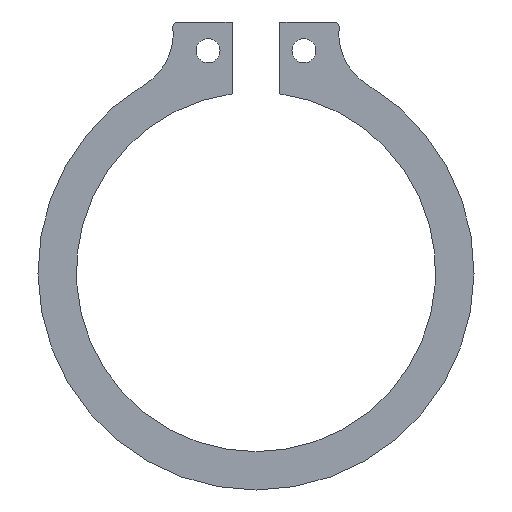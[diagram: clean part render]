
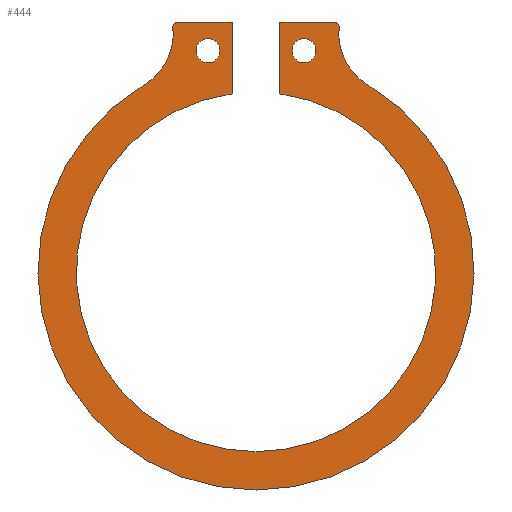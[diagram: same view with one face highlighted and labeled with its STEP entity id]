
A CAD part, front view. The second image highlights one B-rep face of the part: STEP entity #444.
In plain terms, the highlighted planar face has unit normal (0, -1, 0).
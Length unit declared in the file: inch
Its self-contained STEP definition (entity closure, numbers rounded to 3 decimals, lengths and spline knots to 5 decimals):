
#1 = CIRCLE ( 'NONE', #567, 0.01 ) ;
#7 = DIRECTION ( 'NONE',  ( 0., 1., 0. ) ) ;
#9 = CIRCLE ( 'NONE', #302, 0.375 ) ;
#10 = VERTEX_POINT ( 'NONE', #298 ) ;
#19 = ORIENTED_EDGE ( 'NONE', *, *, #202, .T. ) ;
#22 = DIRECTION ( 'NONE',  ( 0., 0., 1. ) ) ;
#27 = CARTESIAN_POINT ( 'NONE',  ( 0., 0., 0. ) ) ;
#37 = LINE ( 'NONE', #491, #110 ) ;
#38 = CARTESIAN_POINT ( 'NONE',  ( -0.1, 0., 0.43665 ) ) ;
#39 = EDGE_CURVE ( 'NONE', #186, #606, #422, .T. ) ;
#48 = AXIS2_PLACEMENT_3D ( 'NONE', #282, #330, #235 ) ;
#53 = VERTEX_POINT ( 'NONE', #488 ) ;
#54 = LINE ( 'NONE', #188, #254 ) ;
#55 = AXIS2_PLACEMENT_3D ( 'NONE', #465, #613, #22 ) ;
#56 = CARTESIAN_POINT ( 'NONE',  ( 0., 0., -0.455 ) ) ;
#63 = EDGE_CURVE ( 'NONE', #53, #97, #37, .T. ) ;
#66 = ORIENTED_EDGE ( 'NONE', *, *, #637, .F. ) ;
#70 = ORIENTED_EDGE ( 'NONE', *, *, #63, .F. ) ;
#71 = DIRECTION ( 'NONE',  ( 0., 1., 0. ) ) ;
#78 = VERTEX_POINT ( 'NONE', #588 ) ;
#79 = DIRECTION ( 'NONE',  ( 0., 0., 1. ) ) ;
#80 = CARTESIAN_POINT ( 'NONE',  ( 0., 0., -0.375 ) ) ;
#83 = CIRCLE ( 'NONE', #385, 0.455 ) ;
#84 = CARTESIAN_POINT ( 'NONE',  ( -0.05, 0., 0.52165 ) ) ;
#85 = CARTESIAN_POINT ( 'NONE',  ( 0.16341, 0., 0.52165 ) ) ;
#89 = LINE ( 'NONE', #614, #538 ) ;
#95 = DIRECTION ( 'NONE',  ( 0., 0., 1. ) ) ;
#97 = VERTEX_POINT ( 'NONE', #85 ) ;
#100 = CARTESIAN_POINT ( 'NONE',  ( -0.23354, 0., 0.39049 ) ) ;
#103 = CIRCLE ( 'NONE', #503, 0.025 ) ;
#104 = AXIS2_PLACEMENT_3D ( 'NONE', #594, #156, #150 ) ;
#106 = DIRECTION ( 'NONE',  ( 0., 0., 1. ) ) ;
#110 = VECTOR ( 'NONE', #193, 39.37008 ) ;
#111 = CARTESIAN_POINT ( 'NONE',  ( 0.16341, 0., 0.51165 ) ) ;
#114 = CIRCLE ( 'NONE', #413, 0.455 ) ;
#115 = VERTEX_POINT ( 'NONE', #38 ) ;
#120 = DIRECTION ( 'NONE',  ( 0., 1., 0. ) ) ;
#123 = DIRECTION ( 'NONE',  ( 0., 0., 1. ) ) ;
#125 = PLANE ( 'NONE',  #459 ) ;
#128 = CARTESIAN_POINT ( 'NONE',  ( -0.1, 0., 0.46165 ) ) ;
#133 = CARTESIAN_POINT ( 'NONE',  ( 0., 0., 0. ) ) ;
#142 = VERTEX_POINT ( 'NONE', #84 ) ;
#150 = DIRECTION ( 'NONE',  ( 0., 0., 1. ) ) ;
#151 = CARTESIAN_POINT ( 'NONE',  ( 0.23354, 0., 0.39049 ) ) ;
#156 = DIRECTION ( 'NONE',  ( 0., 1., 0. ) ) ;
#163 = AXIS2_PLACEMENT_3D ( 'NONE', #205, #448, #106 ) ;
#168 = VERTEX_POINT ( 'NONE', #581 ) ;
#170 = CARTESIAN_POINT ( 'NONE',  ( -0.1, 0., 0.46165 ) ) ;
#186 = VERTEX_POINT ( 'NONE', #80 ) ;
#188 = CARTESIAN_POINT ( 'NONE',  ( 0.05, 0., 0. ) ) ;
#193 = DIRECTION ( 'NONE',  ( 1., 0., 0. ) ) ;
#201 = CARTESIAN_POINT ( 'NONE',  ( 0.1, 0., 0.46165 ) ) ;
#202 = EDGE_CURVE ( 'NONE', #142, #168, #89, .T. ) ;
#205 = CARTESIAN_POINT ( 'NONE',  ( -0.16341, 0., 0.51165 ) ) ;
#207 = EDGE_LOOP ( 'NONE', ( #610, #583 ) ) ;
#212 = FACE_BOUND ( 'NONE', #635, .T. ) ;
#217 = DIRECTION ( 'NONE',  ( 0., 0., 1. ) ) ;
#222 = CARTESIAN_POINT ( 'NONE',  ( 0.17336, 0., 0.51062 ) ) ;
#235 = DIRECTION ( 'NONE',  ( 0., 0., 1. ) ) ;
#240 = ORIENTED_EDGE ( 'NONE', *, *, #403, .T. ) ;
#244 = CIRCLE ( 'NONE', #278, 0.025 ) ;
#254 = VECTOR ( 'NONE', #95, 39.37008 ) ;
#256 = EDGE_CURVE ( 'NONE', #379, #53, #54, .T. ) ;
#261 = VERTEX_POINT ( 'NONE', #151 ) ;
#263 = FACE_OUTER_BOUND ( 'NONE', #328, .T. ) ;
#266 = CARTESIAN_POINT ( 'NONE',  ( 0., 0., 0. ) ) ;
#268 = DIRECTION ( 'NONE',  ( 0., 0., 1. ) ) ;
#278 = AXIS2_PLACEMENT_3D ( 'NONE', #170, #71, #217 ) ;
#282 = CARTESIAN_POINT ( 'NONE',  ( -0.2977, 0., 0.49777 ) ) ;
#288 = EDGE_CURVE ( 'NONE', #404, #339, #347, .T. ) ;
#290 = CARTESIAN_POINT ( 'NONE',  ( 0.1, 0., 0.46165 ) ) ;
#291 = CIRCLE ( 'NONE', #389, 0.025 ) ;
#298 = CARTESIAN_POINT ( 'NONE',  ( -0.1, 0., 0.48665 ) ) ;
#302 = AXIS2_PLACEMENT_3D ( 'NONE', #569, #522, #268 ) ;
#303 = VERTEX_POINT ( 'NONE', #433 ) ;
#314 = DIRECTION ( 'NONE',  ( 0., 1., 0. ) ) ;
#320 = ORIENTED_EDGE ( 'NONE', *, *, #501, .F. ) ;
#321 = DIRECTION ( 'NONE',  ( 0., 1., 0. ) ) ;
#322 = DIRECTION ( 'NONE',  ( 0., 0., 1. ) ) ;
#324 = EDGE_CURVE ( 'NONE', #78, #303, #103, .T. ) ;
#328 = EDGE_LOOP ( 'NONE', ( #495, #240, #70, #447, #357, #392, #493, #19, #479, #406, #320, #66 ) ) ;
#330 = DIRECTION ( 'NONE',  ( 0., 1., 0. ) ) ;
#337 = DIRECTION ( 'NONE',  ( 0., 0., 1. ) ) ;
#339 = VERTEX_POINT ( 'NONE', #100 ) ;
#345 = DIRECTION ( 'NONE',  ( 0., 0., 1. ) ) ;
#347 = CIRCLE ( 'NONE', #48, 0.125 ) ;
#353 = VERTEX_POINT ( 'NONE', #56 ) ;
#357 = ORIENTED_EDGE ( 'NONE', *, *, #571, .T. ) ;
#359 = EDGE_CURVE ( 'NONE', #303, #78, #291, .T. ) ;
#361 = CARTESIAN_POINT ( 'NONE',  ( -0.17336, 0., 0.51062 ) ) ;
#376 = DIRECTION ( 'NONE',  ( 0., 1., 0. ) ) ;
#379 = VERTEX_POINT ( 'NONE', #548 ) ;
#383 = EDGE_CURVE ( 'NONE', #168, #404, #609, .T. ) ;
#385 = AXIS2_PLACEMENT_3D ( 'NONE', #27, #321, #79 ) ;
#389 = AXIS2_PLACEMENT_3D ( 'NONE', #201, #7, #345 ) ;
#392 = ORIENTED_EDGE ( 'NONE', *, *, #39, .T. ) ;
#403 = EDGE_CURVE ( 'NONE', #415, #97, #1, .T. ) ;
#404 = VERTEX_POINT ( 'NONE', #361 ) ;
#406 = ORIENTED_EDGE ( 'NONE', *, *, #288, .T. ) ;
#408 = ORIENTED_EDGE ( 'NONE', *, *, #324, .T. ) ;
#409 = CARTESIAN_POINT ( 'NONE',  ( -0.05, 0., 0. ) ) ;
#413 = AXIS2_PLACEMENT_3D ( 'NONE', #133, #577, #527 ) ;
#414 = LINE ( 'NONE', #409, #620 ) ;
#415 = VERTEX_POINT ( 'NONE', #222 ) ;
#422 = CIRCLE ( 'NONE', #104, 0.375 ) ;
#427 = CARTESIAN_POINT ( 'NONE',  ( -0.05, 0., 0.37165 ) ) ;
#433 = CARTESIAN_POINT ( 'NONE',  ( 0.1, 0., 0.48665 ) ) ;
#434 = EDGE_CURVE ( 'NONE', #10, #115, #244, .T. ) ;
#444 = ADVANCED_FACE ( 'NONE', ( #212, #604, #263 ), #125, .F. ) ;
#447 = ORIENTED_EDGE ( 'NONE', *, *, #256, .F. ) ;
#448 = DIRECTION ( 'NONE',  ( 0., -1., 0. ) ) ;
#459 = AXIS2_PLACEMENT_3D ( 'NONE', #266, #314, #322 ) ;
#463 = DIRECTION ( 'NONE',  ( 0., 0., 1. ) ) ;
#465 = CARTESIAN_POINT ( 'NONE',  ( 0.2977, 0., 0.49777 ) ) ;
#466 = EDGE_CURVE ( 'NONE', #415, #261, #568, .T. ) ;
#479 = ORIENTED_EDGE ( 'NONE', *, *, #383, .T. ) ;
#488 = CARTESIAN_POINT ( 'NONE',  ( 0.05, 0., 0.52165 ) ) ;
#490 = CIRCLE ( 'NONE', #632, 0.025 ) ;
#491 = CARTESIAN_POINT ( 'NONE',  ( 0., 0., 0.52165 ) ) ;
#493 = ORIENTED_EDGE ( 'NONE', *, *, #533, .T. ) ;
#495 = ORIENTED_EDGE ( 'NONE', *, *, #466, .F. ) ;
#501 = EDGE_CURVE ( 'NONE', #353, #339, #83, .T. ) ;
#503 = AXIS2_PLACEMENT_3D ( 'NONE', #290, #376, #337 ) ;
#509 = ORIENTED_EDGE ( 'NONE', *, *, #359, .T. ) ;
#511 = DIRECTION ( 'NONE',  ( 0., 0., 1. ) ) ;
#520 = DIRECTION ( 'NONE',  ( -1., 0., 0. ) ) ;
#522 = DIRECTION ( 'NONE',  ( 0., 1., 0. ) ) ;
#527 = DIRECTION ( 'NONE',  ( 0., 0., 1. ) ) ;
#533 = EDGE_CURVE ( 'NONE', #606, #142, #414, .T. ) ;
#538 = VECTOR ( 'NONE', #520, 39.37008 ) ;
#540 = EDGE_CURVE ( 'NONE', #115, #10, #490, .T. ) ;
#548 = CARTESIAN_POINT ( 'NONE',  ( 0.05, 0., 0.37165 ) ) ;
#567 = AXIS2_PLACEMENT_3D ( 'NONE', #111, #618, #123 ) ;
#568 = CIRCLE ( 'NONE', #55, 0.125 ) ;
#569 = CARTESIAN_POINT ( 'NONE',  ( 0., 0., 0. ) ) ;
#571 = EDGE_CURVE ( 'NONE', #379, #186, #9, .T. ) ;
#577 = DIRECTION ( 'NONE',  ( 0., 1., 0. ) ) ;
#581 = CARTESIAN_POINT ( 'NONE',  ( -0.16341, 0., 0.52165 ) ) ;
#583 = ORIENTED_EDGE ( 'NONE', *, *, #434, .T. ) ;
#588 = CARTESIAN_POINT ( 'NONE',  ( 0.1, 0., 0.43665 ) ) ;
#594 = CARTESIAN_POINT ( 'NONE',  ( 0., 0., 0. ) ) ;
#604 = FACE_BOUND ( 'NONE', #207, .T. ) ;
#606 = VERTEX_POINT ( 'NONE', #427 ) ;
#609 = CIRCLE ( 'NONE', #163, 0.01 ) ;
#610 = ORIENTED_EDGE ( 'NONE', *, *, #540, .T. ) ;
#613 = DIRECTION ( 'NONE',  ( 0., -1., 0. ) ) ;
#614 = CARTESIAN_POINT ( 'NONE',  ( 0., 0., 0.52165 ) ) ;
#618 = DIRECTION ( 'NONE',  ( 0., -1., 0. ) ) ;
#620 = VECTOR ( 'NONE', #511, 39.37008 ) ;
#632 = AXIS2_PLACEMENT_3D ( 'NONE', #128, #120, #463 ) ;
#635 = EDGE_LOOP ( 'NONE', ( #408, #509 ) ) ;
#637 = EDGE_CURVE ( 'NONE', #261, #353, #114, .T. ) ;
